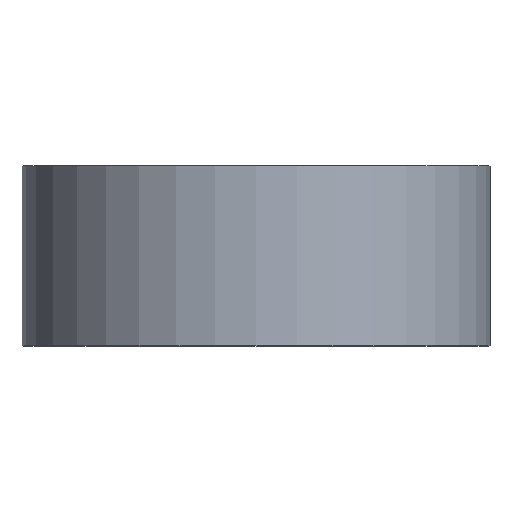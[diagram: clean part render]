
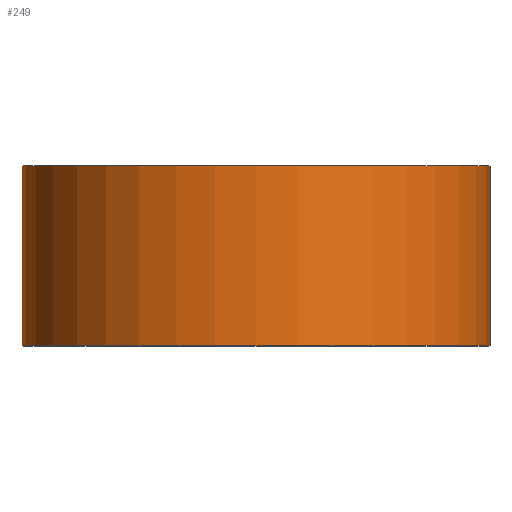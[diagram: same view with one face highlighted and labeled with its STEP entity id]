
A CAD part, top view. The second image highlights one B-rep face of the part: STEP entity #249.
In plain terms, the highlighted cylindrical face has radius 6.5 mm (diameter 13 mm), a full revolution.
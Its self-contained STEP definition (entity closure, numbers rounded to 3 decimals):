
#33=FACE_OUTER_BOUND('',#48,.T.);
#48=EDGE_LOOP('',(#218,#219,#220,#221));
#55=CIRCLE('',#278,6.5);
#56=CIRCLE('',#281,6.5);
#86=LINE('',#1545,#94);
#94=VECTOR('',#324,6.5);
#117=VERTEX_POINT('',#1540);
#118=VERTEX_POINT('',#1544);
#152=EDGE_CURVE('',#117,#117,#55,.T.);
#153=EDGE_CURVE('',#117,#118,#86,.T.);
#154=EDGE_CURVE('',#118,#118,#56,.T.);
#218=ORIENTED_EDGE('',*,*,#152,.F.);
#219=ORIENTED_EDGE('',*,*,#153,.T.);
#220=ORIENTED_EDGE('',*,*,#154,.T.);
#221=ORIENTED_EDGE('',*,*,#153,.F.);
#236=CYLINDRICAL_SURFACE('',#280,6.5);
#249=ADVANCED_FACE('',(#33),#236,.T.);
#278=AXIS2_PLACEMENT_3D('',#1541,#318,#319);
#280=AXIS2_PLACEMENT_3D('',#1543,#322,#323);
#281=AXIS2_PLACEMENT_3D('',#1546,#325,#326);
#318=DIRECTION('center_axis',(0.,1.,0.));
#319=DIRECTION('ref_axis',(1.,0.,0.));
#322=DIRECTION('center_axis',(0.,1.,0.));
#323=DIRECTION('ref_axis',(1.,0.,0.));
#324=DIRECTION('',(0.,-1.,0.));
#325=DIRECTION('center_axis',(0.,1.,0.));
#326=DIRECTION('ref_axis',(1.,0.,0.));
#1540=CARTESIAN_POINT('',(-6.5,5.,0.));
#1541=CARTESIAN_POINT('Origin',(0.,5.,0.));
#1543=CARTESIAN_POINT('Origin',(0.,0.,0.));
#1544=CARTESIAN_POINT('',(-6.5,0.,0.));
#1545=CARTESIAN_POINT('',(-6.5,0.,0.));
#1546=CARTESIAN_POINT('Origin',(0.,0.,0.));
